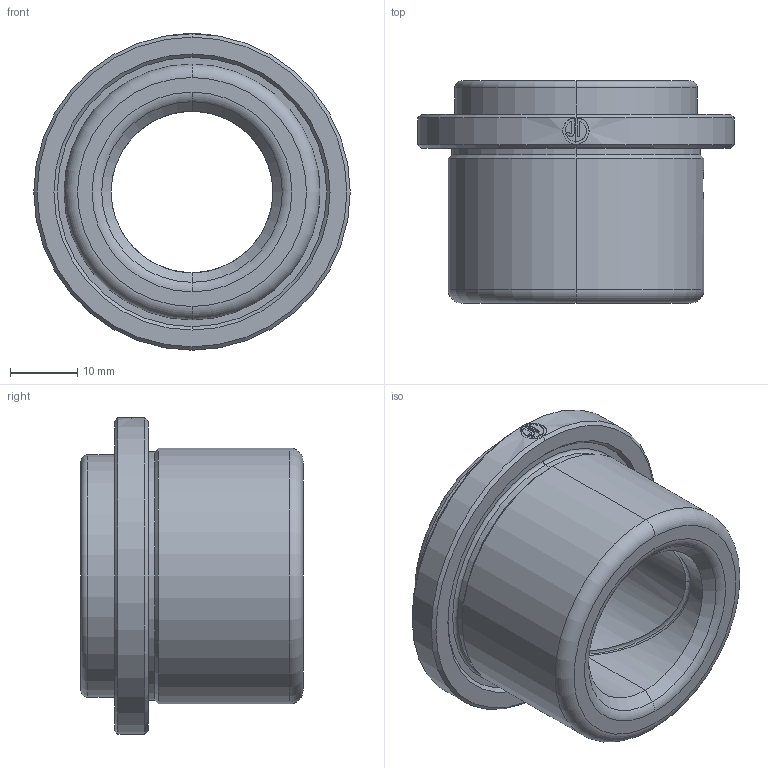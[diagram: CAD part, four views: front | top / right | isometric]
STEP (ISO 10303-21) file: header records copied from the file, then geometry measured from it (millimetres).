
FILE_DESCRIPTION (( 'STEP AP214' ), '1' );
FILE_NAME ('668QM 627QM-D24.STEP', '2021-11-06T08:12:48', ( '' ), ( '' ), 'SwSTEP 2.0', 'SolidWorks 2016', '' );
FILE_SCHEMA (( 'AUTOMOTIVE_DESIGN' ));
Length unit declared in the file: millimetre
Products named in the file (2): 668QM 627QM-D24
Bounding box: 47 x 33 x 47 mm (x, y, z)
Volume: 24144.8 mm3; surface area: 9026.5 mm2
Topology: 1 solids, 1 shells, 78 faces, 187 edges, 116 vertices
Faces by surface type: bspline 24, cylinder 19, plane 15, cone 10, torus 10
Entity records: 6249 total; most frequent: CARTESIAN_POINT 4586, ORIENTED_EDGE 372, DIRECTION 280, EDGE_CURVE 186, AXIS2_PLACEMENT_3D 120, VERTEX_POINT 114, EDGE_LOOP 86, B_SPLINE_CURVE_WITH_KNOTS 82
